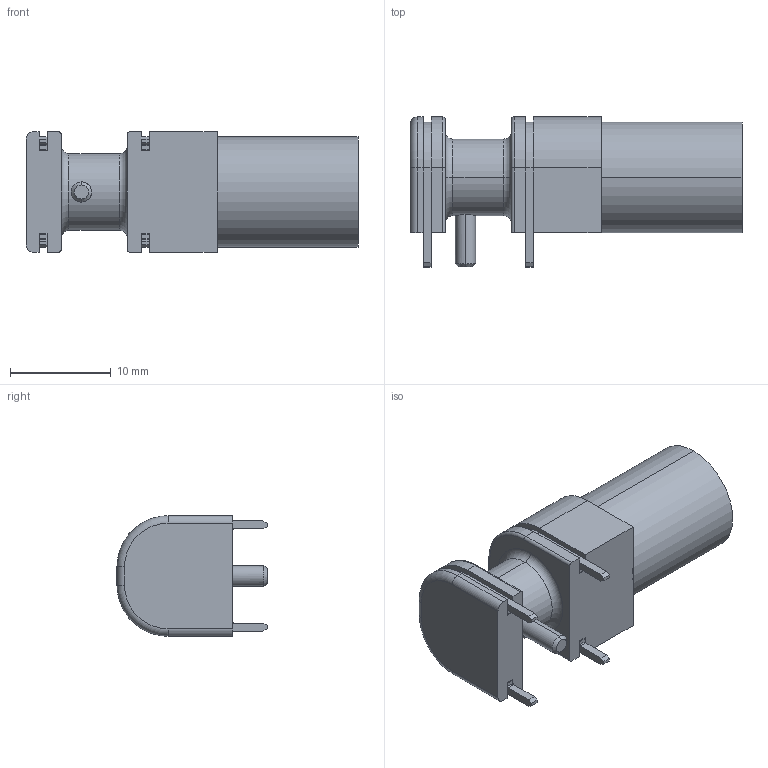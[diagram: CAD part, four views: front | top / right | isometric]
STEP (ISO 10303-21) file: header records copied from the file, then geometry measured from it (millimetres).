
FILE_DESCRIPTION (( 'STEP AP214' ), '1' );
FILE_NAME ('73099-0.STEP', '2020-11-29T19:10:55', ( '' ), ( '' ), 'SwSTEP 2.0', 'SolidWorks 2017', '' );
FILE_SCHEMA (( 'AUTOMOTIVE_DESIGN' ));
Length unit declared in the file: millimetre
Products named in the file (2): 73099-0
Assembly tree (1 placements, depth 2):
  73099-0
    73099-0
Bounding box: 32.99 x 14.91 x 11.99 mm (x, y, z)
Volume: 2488.7 mm3; surface area: 3196.1 mm2
Topology: 5 solids, 5 shells, 139 faces, 351 edges, 227 vertices
Faces by surface type: plane 71, cylinder 54, torus 10, cone 4
Entity records: 4316 total; most frequent: DIRECTION 758, CARTESIAN_POINT 755, ORIENTED_EDGE 702, EDGE_CURVE 351, AXIS2_PLACEMENT_3D 266, VERTEX_POINT 227, VECTOR 226, LINE 226
